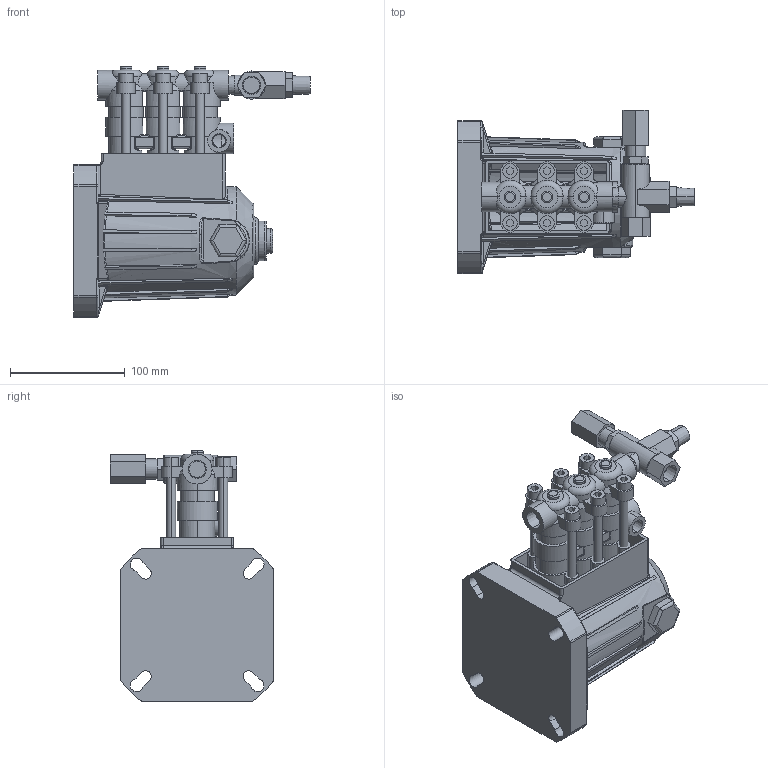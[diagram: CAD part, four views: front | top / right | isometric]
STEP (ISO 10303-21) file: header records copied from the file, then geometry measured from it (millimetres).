
FILE_DESCRIPTION (( 'STEP AP203' ), '1' );
FILE_NAME ('2SF22ES.STEP', '2018-06-28T14:57:07', ( '' ), ( '' ), 'SwSTEP 2.0', 'SolidWorks 2018', '' );
FILE_SCHEMA (( 'CONFIG_CONTROL_DESIGN' ));
Length unit declared in the file: inch
Products named in the file (1): 2SF22ES
Bounding box: 206.33 x 142.37 x 218.69 mm (x, y, z)
Surface area: 177948.3 mm2 (no closed solid volume)
Topology: 0 solids, 26 shells, 715 faces, 2035 edges, 1313 vertices
Faces by surface type: plane 293, cylinder 225, bspline 91, torus 72, cone 28, sphere 6
Entity records: 27760 total; most frequent: CARTESIAN_POINT 10110, ORIENTED_EDGE 3577, DIRECTION 3558, EDGE_CURVE 2029, AXIS2_PLACEMENT_3D 1327, VERTEX_POINT 1313, VECTOR 904, LINE 904
